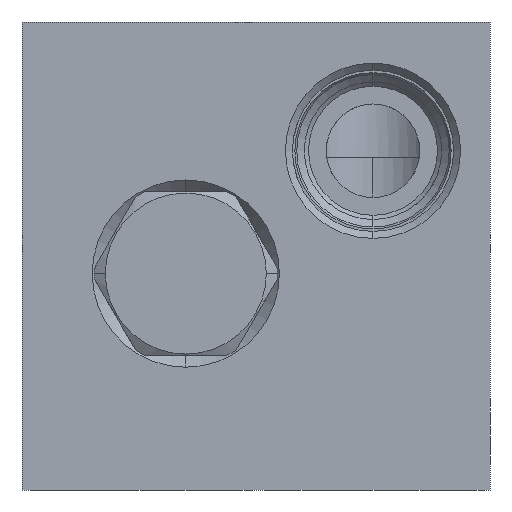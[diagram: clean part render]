
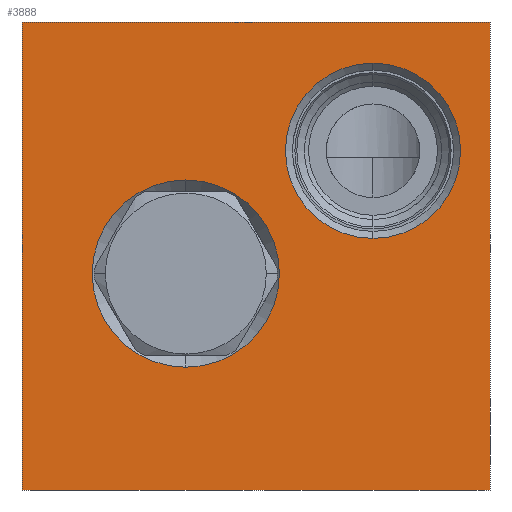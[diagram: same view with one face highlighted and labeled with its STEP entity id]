
A CAD part, front view. The second image highlights one B-rep face of the part: STEP entity #3888.
In plain terms, the highlighted planar face has unit normal (0, -1, 0).
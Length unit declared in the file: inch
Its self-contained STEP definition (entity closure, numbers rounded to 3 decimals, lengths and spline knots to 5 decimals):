
#5=DIRECTION('',(1.,0.,0.));
#6=VECTOR('',#5,2.5);
#7=CARTESIAN_POINT('',(0.,-4.,0.));
#8=LINE('',#7,#6);
#115=DIRECTION('',(0.,0.,1.));
#116=VECTOR('',#115,2.5);
#117=CARTESIAN_POINT('',(2.5,-4.,0.));
#118=LINE('',#117,#116);
#139=DIRECTION('',(0.,0.,1.));
#140=VECTOR('',#139,2.5);
#141=CARTESIAN_POINT('',(0.,-4.,0.));
#142=LINE('',#141,#140);
#143=CARTESIAN_POINT('',(1.875,-4.,1.812));
#144=DIRECTION('',(0.,1.,0.));
#145=DIRECTION('',(0.,0.,-1.));
#146=AXIS2_PLACEMENT_3D('',#143,#144,#145);
#148=CARTESIAN_POINT('',(1.875,-4.,1.812));
#149=DIRECTION('',(0.,1.,0.));
#150=DIRECTION('',(0.,0.,1.));
#151=AXIS2_PLACEMENT_3D('',#148,#149,#150);
#153=CARTESIAN_POINT('',(0.875,-4.,1.156));
#154=DIRECTION('',(0.,1.,0.));
#155=DIRECTION('',(0.,0.,-1.));
#156=AXIS2_PLACEMENT_3D('',#153,#154,#155);
#158=CARTESIAN_POINT('',(0.875,-4.,1.156));
#159=DIRECTION('',(0.,1.,0.));
#160=DIRECTION('',(0.,0.,1.));
#161=AXIS2_PLACEMENT_3D('',#158,#159,#160);
#175=DIRECTION('',(1.,0.,0.));
#176=VECTOR('',#175,2.5);
#177=CARTESIAN_POINT('',(0.,-4.,2.5));
#178=LINE('',#177,#176);
#3266=CARTESIAN_POINT('',(0.,-4.,0.));
#3268=VERTEX_POINT('',#3266);
#3269=CARTESIAN_POINT('',(2.5,-4.,0.));
#3270=VERTEX_POINT('',#3269);
#3274=CARTESIAN_POINT('',(0.,-4.,2.5));
#3276=VERTEX_POINT('',#3274);
#3277=CARTESIAN_POINT('',(2.5,-4.,2.5));
#3278=VERTEX_POINT('',#3277);
#3555=CARTESIAN_POINT('',(1.875,-4.,1.344));
#3556=CARTESIAN_POINT('',(1.875,-4.,2.28));
#3557=VERTEX_POINT('',#3555);
#3558=VERTEX_POINT('',#3556);
#3619=CARTESIAN_POINT('',(0.875,-4.,0.656));
#3620=CARTESIAN_POINT('',(0.875,-4.,1.656));
#3621=VERTEX_POINT('',#3619);
#3622=VERTEX_POINT('',#3620);
#3864=CARTESIAN_POINT('',(0.,-4.,0.));
#3865=DIRECTION('',(0.,-1.,0.));
#3866=DIRECTION('',(1.,0.,0.));
#3867=AXIS2_PLACEMENT_3D('',#3864,#3865,#3866);
#3868=PLANE('',#3867);
#3869=ORIENTED_EDGE('',*,*,#3746,.F.);
#3870=ORIENTED_EDGE('',*,*,#3795,.T.);
#3872=ORIENTED_EDGE('',*,*,#3871,.T.);
#3873=ORIENTED_EDGE('',*,*,#3844,.F.);
#3874=EDGE_LOOP('',(#3869,#3870,#3872,#3873));
#3875=FACE_OUTER_BOUND('',#3874,.F.);
#3877=ORIENTED_EDGE('',*,*,#3876,.F.);
#3879=ORIENTED_EDGE('',*,*,#3878,.F.);
#3880=EDGE_LOOP('',(#3877,#3879));
#3881=FACE_BOUND('',#3880,.F.);
#3883=ORIENTED_EDGE('',*,*,#3882,.F.);
#3885=ORIENTED_EDGE('',*,*,#3884,.F.);
#3886=EDGE_LOOP('',(#3883,#3885));
#3887=FACE_BOUND('',#3886,.F.);
#3888=ADVANCED_FACE('',(#3875,#3881,#3887),#3868,.T.);
#147=CIRCLE('',#146,0.468);
#152=CIRCLE('',#151,0.468);
#157=CIRCLE('',#156,0.5);
#162=CIRCLE('',#161,0.5);
#3746=EDGE_CURVE('',#3268,#3270,#8,.T.);
#3795=EDGE_CURVE('',#3268,#3276,#142,.T.);
#3844=EDGE_CURVE('',#3270,#3278,#118,.T.);
#3871=EDGE_CURVE('',#3276,#3278,#178,.T.);
#3876=EDGE_CURVE('',#3557,#3558,#147,.T.);
#3878=EDGE_CURVE('',#3558,#3557,#152,.T.);
#3882=EDGE_CURVE('',#3621,#3622,#157,.T.);
#3884=EDGE_CURVE('',#3622,#3621,#162,.T.);
